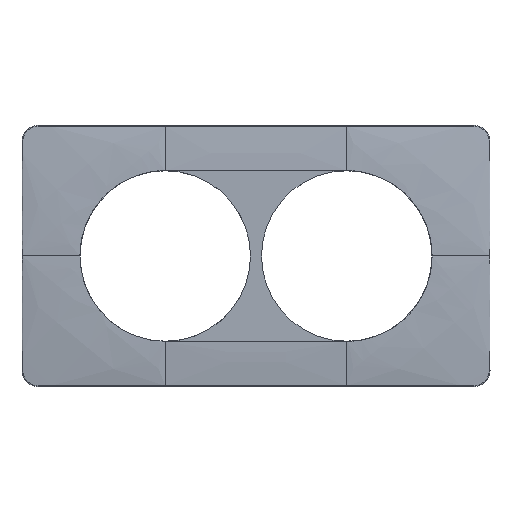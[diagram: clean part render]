
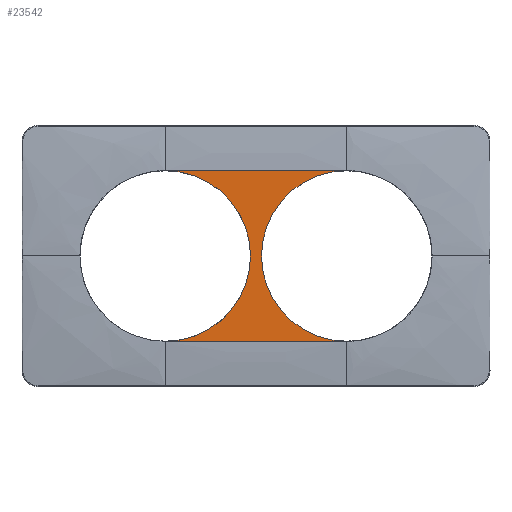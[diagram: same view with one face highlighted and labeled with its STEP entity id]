
A CAD part, top view. The second image highlights one B-rep face of the part: STEP entity #23542.
In plain terms, the highlighted planar face has unit normal (0, 0, -1).
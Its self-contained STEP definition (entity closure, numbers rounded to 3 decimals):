
#21007=AXIS2_PLACEMENT_3D('Circle Axis2P3D',#21005,#21006,$) ;
#21035=AXIS2_PLACEMENT_3D('Circle Axis2P3D',#21033,#21034,$) ;
#21080=AXIS2_PLACEMENT_3D('Circle Axis2P3D',#21078,#21079,$) ;
#21101=AXIS2_PLACEMENT_3D('Circle Axis2P3D',#21099,#21100,$) ;
#23518=AXIS2_PLACEMENT_3D('Plane Axis2P3D',#23515,#23516,#23517) ;
#12339=CARTESIAN_POINT('Vertex',(0.,26.8,8.7)) ;
#12874=CARTESIAN_POINT('Vertex',(57.,26.8,8.7)) ;
#12877=CARTESIAN_POINT('Line Origine',(20.993,26.8,8.7)) ;
#15752=CARTESIAN_POINT('Vertex',(57.,-26.8,8.7)) ;
#15892=CARTESIAN_POINT('Vertex',(0.,-26.8,8.7)) ;
#15897=CARTESIAN_POINT('Line Origine',(20.993,-26.8,8.7)) ;
#21002=CARTESIAN_POINT('Vertex',(57.,-26.775,8.7)) ;
#21005=CARTESIAN_POINT('Axis2P3D Location',(57.,0.,8.7)) ;
#21009=CARTESIAN_POINT('Vertex',(30.225,0.,8.7)) ;
#21033=CARTESIAN_POINT('Axis2P3D Location',(57.,0.,8.7)) ;
#21037=CARTESIAN_POINT('Vertex',(57.,26.775,8.7)) ;
#21075=CARTESIAN_POINT('Vertex',(0.,26.775,8.7)) ;
#21078=CARTESIAN_POINT('Axis2P3D Location',(0.,0.,8.7)) ;
#21082=CARTESIAN_POINT('Vertex',(26.775,0.,8.7)) ;
#21099=CARTESIAN_POINT('Axis2P3D Location',(0.,0.,8.7)) ;
#21103=CARTESIAN_POINT('Vertex',(0.,-26.775,8.7)) ;
#23433=CARTESIAN_POINT('Line Origine',(57.,26.788,8.7)) ;
#23438=CARTESIAN_POINT('Line Origine',(57.,-26.788,8.7)) ;
#23515=CARTESIAN_POINT('Axis2P3D Location',(57.,26.8,8.7)) ;
#23520=CARTESIAN_POINT('Line Origine',(0.,-26.788,8.7)) ;
#23525=CARTESIAN_POINT('Line Origine',(0.,26.788,8.7)) ;
#12878=DIRECTION('Vector Direction',(-1.,0.,0.)) ;
#15898=DIRECTION('Vector Direction',(-1.,0.,0.)) ;
#21006=DIRECTION('Axis2P3D Direction',(0.,0.,1.)) ;
#21034=DIRECTION('Axis2P3D Direction',(0.,0.,1.)) ;
#21079=DIRECTION('Axis2P3D Direction',(0.,0.,1.)) ;
#21100=DIRECTION('Axis2P3D Direction',(0.,0.,1.)) ;
#23434=DIRECTION('Vector Direction',(0.,-1.,0.)) ;
#23439=DIRECTION('Vector Direction',(0.,-1.,0.)) ;
#23516=DIRECTION('Axis2P3D Direction',(-0.,-0.,-1.)) ;
#23517=DIRECTION('Axis2P3D XDirection',(0.,-1.,0.)) ;
#23521=DIRECTION('Vector Direction',(0.,-1.,0.)) ;
#23526=DIRECTION('Vector Direction',(0.,-1.,0.)) ;
#12879=VECTOR('Line Direction',#12878,1.) ;
#15899=VECTOR('Line Direction',#15898,1.) ;
#23435=VECTOR('Line Direction',#23434,1.) ;
#23440=VECTOR('Line Direction',#23439,1.) ;
#23522=VECTOR('Line Direction',#23521,1.) ;
#23527=VECTOR('Line Direction',#23526,1.) ;
#23531=ORIENTED_EDGE('',*,*,#23442,.T.) ;
#23532=ORIENTED_EDGE('',*,*,#15901,.T.) ;
#23533=ORIENTED_EDGE('',*,*,#23524,.F.) ;
#23534=ORIENTED_EDGE('',*,*,#21105,.T.) ;
#23535=ORIENTED_EDGE('',*,*,#21084,.T.) ;
#23536=ORIENTED_EDGE('',*,*,#23529,.F.) ;
#23537=ORIENTED_EDGE('',*,*,#12881,.F.) ;
#23538=ORIENTED_EDGE('',*,*,#23437,.T.) ;
#23539=ORIENTED_EDGE('',*,*,#21039,.T.) ;
#23540=ORIENTED_EDGE('',*,*,#21011,.T.) ;
#23542=ADVANCED_FACE('Extraction.160',(#23541),#23519,.T.) ;
#21008=CIRCLE('generated circle',#21007,26.775) ;
#21036=CIRCLE('generated circle',#21035,26.775) ;
#21081=CIRCLE('generated circle',#21080,26.775) ;
#21102=CIRCLE('generated circle',#21101,26.775) ;
#12881=EDGE_CURVE('',#12875,#12340,#12880,.T.) ;
#15901=EDGE_CURVE('',#15753,#15893,#15900,.T.) ;
#21011=EDGE_CURVE('',#21010,#21003,#21008,.T.) ;
#21039=EDGE_CURVE('',#21038,#21010,#21036,.T.) ;
#21084=EDGE_CURVE('',#21083,#21076,#21081,.T.) ;
#21105=EDGE_CURVE('',#21104,#21083,#21102,.T.) ;
#23437=EDGE_CURVE('',#12875,#21038,#23436,.T.) ;
#23442=EDGE_CURVE('',#21003,#15753,#23441,.T.) ;
#23524=EDGE_CURVE('',#21104,#15893,#23523,.T.) ;
#23529=EDGE_CURVE('',#12340,#21076,#23528,.T.) ;
#23530=EDGE_LOOP('',(#23531,#23532,#23533,#23534,#23535,#23536,#23537,#23538,#23539,#23540)) ;
#23541=FACE_OUTER_BOUND('',#23530,.T.) ;
#12880=LINE('Line',#12877,#12879) ;
#15900=LINE('Line',#15897,#15899) ;
#23436=LINE('Line',#23433,#23435) ;
#23441=LINE('Line',#23438,#23440) ;
#23523=LINE('Line',#23520,#23522) ;
#23528=LINE('Line',#23525,#23527) ;
#23519=PLANE('',#23518) ;
#12340=VERTEX_POINT('',#12339) ;
#12875=VERTEX_POINT('',#12874) ;
#15753=VERTEX_POINT('',#15752) ;
#15893=VERTEX_POINT('',#15892) ;
#21003=VERTEX_POINT('',#21002) ;
#21010=VERTEX_POINT('',#21009) ;
#21038=VERTEX_POINT('',#21037) ;
#21076=VERTEX_POINT('',#21075) ;
#21083=VERTEX_POINT('',#21082) ;
#21104=VERTEX_POINT('',#21103) ;
